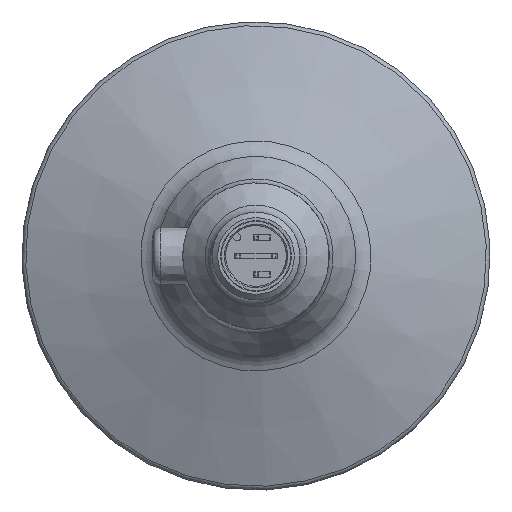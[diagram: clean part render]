
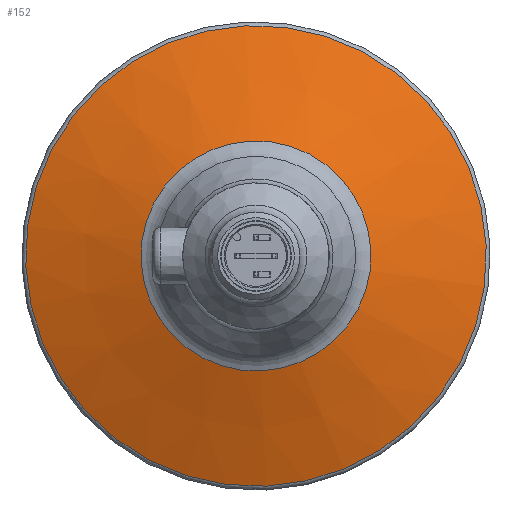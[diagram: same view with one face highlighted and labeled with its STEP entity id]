
A CAD part, left-side view. The second image highlights one B-rep face of the part: STEP entity #152.
In plain terms, the highlighted conical face has half-angle 70 degrees and reference radius 10 mm.
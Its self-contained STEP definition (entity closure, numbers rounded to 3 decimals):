
#152 = ADVANCED_FACE( '', ( #403, #404 ), #405, .T. );
#403 = FACE_BOUND( '', #781, .T. );
#404 = FACE_OUTER_BOUND( '', #782, .T. );
#405 = CONICAL_SURFACE( '', #783, 10., 1.222 );
#781 = EDGE_LOOP( '', ( #1187 ) );
#782 = EDGE_LOOP( '', ( #1188 ) );
#783 = AXIS2_PLACEMENT_3D( '', #1189, #1190, #1191 );
#1187 = ORIENTED_EDGE( '', *, *, #2121, .T. );
#1188 = ORIENTED_EDGE( '', *, *, #2122, .T. );
#1189 = CARTESIAN_POINT( '', ( -10.857, 0., 0. ) );
#1190 = DIRECTION( '', ( 1., 0., 0. ) );
#1191 = DIRECTION( '', ( 0., -0.383, -0.924 ) );
#2121 = EDGE_CURVE( '', #2516, #2516, #2517, .F. );
#2122 = EDGE_CURVE( '', #2518, #2518, #2519, .T. );
#2516 = VERTEX_POINT( '', #3083 );
#2517 = CIRCLE( '', #3084, 15.712 );
#2518 = VERTEX_POINT( '', #3085 );
#2519 = CIRCLE( '', #3086, 31.474 );
#3083 = CARTESIAN_POINT( '', ( -8.778, 6.013, 14.516 ) );
#3084 = AXIS2_PLACEMENT_3D( '', #3824, #3825, #3826 );
#3085 = CARTESIAN_POINT( '', ( -3.042, 12.044, 29.078 ) );
#3086 = AXIS2_PLACEMENT_3D( '', #3827, #3828, #3829 );
#3824 = CARTESIAN_POINT( '', ( -8.778, 0., 0. ) );
#3825 = DIRECTION( '', ( -1., 0., 0. ) );
#3826 = DIRECTION( '', ( 0., 0.383, 0.924 ) );
#3827 = CARTESIAN_POINT( '', ( -3.042, 0., 0. ) );
#3828 = DIRECTION( '', ( -1., 0., 0. ) );
#3829 = DIRECTION( '', ( 0., 0.383, 0.924 ) );
